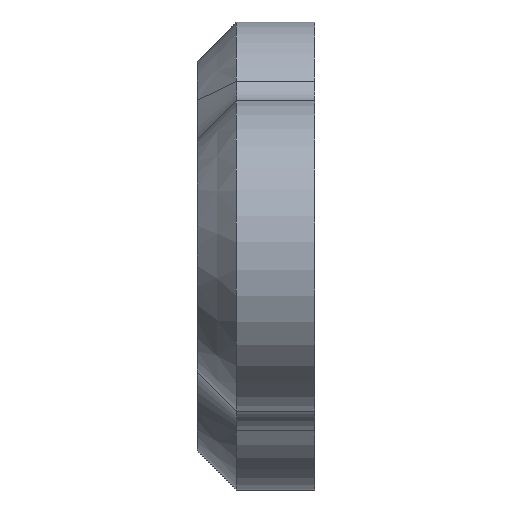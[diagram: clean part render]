
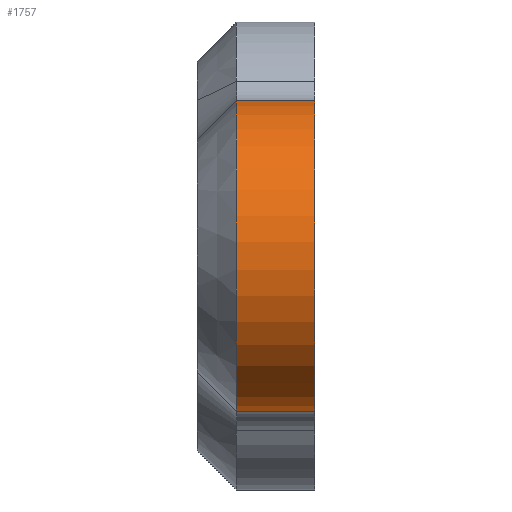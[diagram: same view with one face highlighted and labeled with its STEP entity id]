
A CAD part, left-side view. The second image highlights one B-rep face of the part: STEP entity #1757.
In plain terms, the highlighted cylindrical face has radius 4 mm (diameter 8 mm), a partial arc.
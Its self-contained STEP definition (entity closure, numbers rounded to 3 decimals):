
#85 = PLANE('',#86);
#86 = AXIS2_PLACEMENT_3D('',#87,#88,#89);
#87 = CARTESIAN_POINT('',(-28.,98.,9.5));
#88 = DIRECTION('',(-0.,-1.,0.));
#89 = DIRECTION('',(0.,0.,-1.));
#606 = VERTEX_POINT('',#607);
#607 = CARTESIAN_POINT('',(-38.382,98.,13.482));
#639 = ( BOUNDED_SURFACE() B_SPLINE_SURFACE(2,2,(
    (#640,#641,#642,#643,#644)
    ,(#645,#646,#647,#648,#649)
    ,(#650,#651,#652,#653,#654
)),.UNSPECIFIED.,.F.,.F.,.F.) B_SPLINE_SURFACE_WITH_KNOTS((3,3),(3,1,1,3
    ),(0.,3.),(-0.184,0.,3.,3.184),.UNSPECIFIED.) 
GEOMETRIC_REPRESENTATION_ITEM() RATIONAL_B_SPLINE_SURFACE((
    (1.,1.,1.,1.,1.)
    ,(0.887,0.887,0.887,0.887
      ,0.887)
,(1.,1.,1.,1.,1.))) REPRESENTATION_ITEM('') SURFACE() );
#640 = CARTESIAN_POINT('',(-38.382,97.816,13.482));
#641 = CARTESIAN_POINT('',(-38.382,97.908,13.482));
#642 = CARTESIAN_POINT('',(-38.382,99.5,13.482));
#643 = CARTESIAN_POINT('',(-38.382,101.092,13.482));
#644 = CARTESIAN_POINT('',(-38.382,101.184,13.482));
#645 = CARTESIAN_POINT('',(-37.865,97.816,13.531));
#646 = CARTESIAN_POINT('',(-37.865,97.908,13.531));
#647 = CARTESIAN_POINT('',(-37.865,99.5,13.531));
#648 = CARTESIAN_POINT('',(-37.865,101.092,13.531));
#649 = CARTESIAN_POINT('',(-37.865,101.184,13.531));
#650 = CARTESIAN_POINT('',(-37.608,97.816,13.983));
#651 = CARTESIAN_POINT('',(-37.608,97.908,13.983));
#652 = CARTESIAN_POINT('',(-37.608,99.5,13.983));
#653 = CARTESIAN_POINT('',(-37.608,101.092,13.983));
#654 = CARTESIAN_POINT('',(-37.608,101.184,13.983));
#671 = EDGE_CURVE('',#672,#606,#674,.T.);
#672 = VERTEX_POINT('',#673);
#673 = CARTESIAN_POINT('',(-38.382,98.,5.518));
#674 = SURFACE_CURVE('',#675,(#680,#691),.PCURVE_S1.);
#675 = CIRCLE('',#676,4.);
#676 = AXIS2_PLACEMENT_3D('',#677,#678,#679);
#677 = CARTESIAN_POINT('',(-38.,98.,9.5));
#678 = DIRECTION('',(-0.,1.,0.));
#679 = DIRECTION('',(1.,0.,0.));
#680 = PCURVE('',#85,#681);
#681 = DEFINITIONAL_REPRESENTATION('',(#682),#690);
#682 = ( BOUNDED_CURVE() B_SPLINE_CURVE(2,(#683,#684,#685,#686,#687,#688
,#689),.UNSPECIFIED.,.T.,.F.) B_SPLINE_CURVE_WITH_KNOTS((1,2,2,2,2,1),(
    -2.094,0.,2.094,4.189,6.283,
8.378),.UNSPECIFIED.) CURVE() GEOMETRIC_REPRESENTATION_ITEM() 
RATIONAL_B_SPLINE_CURVE((1.,0.5,1.,0.5,1.,0.5,1.)) REPRESENTATION_ITEM(
  '') );
#683 = CARTESIAN_POINT('',(0.,-6.));
#684 = CARTESIAN_POINT('',(6.928,-6.));
#685 = CARTESIAN_POINT('',(3.464,-12.));
#686 = CARTESIAN_POINT('',(0.,-18.));
#687 = CARTESIAN_POINT('',(-3.464,-12.));
#688 = CARTESIAN_POINT('',(-6.928,-6.));
#689 = CARTESIAN_POINT('',(0.,-6.));
#690 = ( GEOMETRIC_REPRESENTATION_CONTEXT(2) 
PARAMETRIC_REPRESENTATION_CONTEXT() REPRESENTATION_CONTEXT('2D SPACE',''
  ) );
#691 = PCURVE('',#692,#697);
#692 = CYLINDRICAL_SURFACE('',#693,4.);
#693 = AXIS2_PLACEMENT_3D('',#694,#695,#696);
#694 = CARTESIAN_POINT('',(-38.,98.,9.5));
#695 = DIRECTION('',(0.,1.,0.));
#696 = DIRECTION('',(1.,0.,0.));
#697 = DEFINITIONAL_REPRESENTATION('',(#698),#702);
#698 = LINE('',#699,#700);
#699 = CARTESIAN_POINT('',(0.,0.));
#700 = VECTOR('',#701,1.);
#701 = DIRECTION('',(1.,0.));
#702 = ( GEOMETRIC_REPRESENTATION_CONTEXT(2) 
PARAMETRIC_REPRESENTATION_CONTEXT() REPRESENTATION_CONTEXT('2D SPACE',''
  ) );
#736 = ( BOUNDED_SURFACE() B_SPLINE_SURFACE(2,2,(
    (#737,#738,#739,#740,#741)
    ,(#742,#743,#744,#745,#746)
    ,(#747,#748,#749,#750,#751
)),.UNSPECIFIED.,.F.,.F.,.F.) B_SPLINE_SURFACE_WITH_KNOTS((3,3),(3,1,1,3
    ),(0.,3.),(-0.184,0.,3.,3.184),.UNSPECIFIED.) 
GEOMETRIC_REPRESENTATION_ITEM() RATIONAL_B_SPLINE_SURFACE((
    (1.,1.,1.,1.,1.)
    ,(0.887,0.887,0.887,0.887
      ,0.887)
,(1.,1.,1.,1.,1.))) REPRESENTATION_ITEM('') SURFACE() );
#737 = CARTESIAN_POINT('',(-37.608,97.816,5.017));
#738 = CARTESIAN_POINT('',(-37.608,97.908,5.017));
#739 = CARTESIAN_POINT('',(-37.608,99.5,5.017));
#740 = CARTESIAN_POINT('',(-37.608,101.092,5.017));
#741 = CARTESIAN_POINT('',(-37.608,101.184,5.017));
#742 = CARTESIAN_POINT('',(-37.865,97.816,5.469));
#743 = CARTESIAN_POINT('',(-37.865,97.908,5.469));
#744 = CARTESIAN_POINT('',(-37.865,99.5,5.469));
#745 = CARTESIAN_POINT('',(-37.865,101.092,5.469));
#746 = CARTESIAN_POINT('',(-37.865,101.184,5.469));
#747 = CARTESIAN_POINT('',(-38.382,97.816,5.518));
#748 = CARTESIAN_POINT('',(-38.382,97.908,5.518));
#749 = CARTESIAN_POINT('',(-38.382,99.5,5.518));
#750 = CARTESIAN_POINT('',(-38.382,101.092,5.518));
#751 = CARTESIAN_POINT('',(-38.382,101.184,5.518));
#1242 = CONICAL_SURFACE('',#1243,4.,0.785);
#1243 = AXIS2_PLACEMENT_3D('',#1244,#1245,#1246);
#1244 = CARTESIAN_POINT('',(-38.,100.,9.5));
#1245 = DIRECTION('',(0.,-1.,0.));
#1246 = DIRECTION('',(-0.095,0.,
    0.995));
#1703 = VERTEX_POINT('',#1704);
#1704 = CARTESIAN_POINT('',(-38.382,100.,13.482));
#1735 = EDGE_CURVE('',#606,#1703,#1736,.T.);
#1736 = SURFACE_CURVE('',#1737,(#1743,#1750),.PCURVE_S1.);
#1737 = B_SPLINE_CURVE_WITH_KNOTS('',2,(#1738,#1739,#1740,#1741,#1742),
  .UNSPECIFIED.,.F.,.F.,(3,1,1,3),(-0.184,0.,3.,3.184),
  .UNSPECIFIED.);
#1738 = CARTESIAN_POINT('',(-38.382,97.816,13.482));
#1739 = CARTESIAN_POINT('',(-38.382,97.908,13.482));
#1740 = CARTESIAN_POINT('',(-38.382,99.5,13.482));
#1741 = CARTESIAN_POINT('',(-38.382,101.092,13.482));
#1742 = CARTESIAN_POINT('',(-38.382,101.184,13.482));
#1743 = PCURVE('',#639,#1744);
#1744 = DEFINITIONAL_REPRESENTATION('',(#1745),#1749);
#1745 = LINE('',#1746,#1747);
#1746 = CARTESIAN_POINT('',(0.,0.));
#1747 = VECTOR('',#1748,1.);
#1748 = DIRECTION('',(0.,1.));
#1749 = ( GEOMETRIC_REPRESENTATION_CONTEXT(2) 
PARAMETRIC_REPRESENTATION_CONTEXT() REPRESENTATION_CONTEXT('2D SPACE',''
  ) );
#1750 = PCURVE('',#692,#1751);
#1751 = DEFINITIONAL_REPRESENTATION('',(#1752),#1755);
#1752 = B_SPLINE_CURVE_WITH_KNOTS('',1,(#1753,#1754),.UNSPECIFIED.,.F.,
  .F.,(2,2),(0.,3.),.PIECEWISE_BEZIER_KNOTS.);
#1753 = CARTESIAN_POINT('',(4.617,0.));
#1754 = CARTESIAN_POINT('',(4.617,3.));
#1755 = ( GEOMETRIC_REPRESENTATION_CONTEXT(2) 
PARAMETRIC_REPRESENTATION_CONTEXT() REPRESENTATION_CONTEXT('2D SPACE',''
  ) );
#1757 = ADVANCED_FACE('',(#1758),#692,.T.);
#1758 = FACE_BOUND('',#1759,.T.);
#1759 = EDGE_LOOP('',(#1760,#1784,#1785,#1786));
#1760 = ORIENTED_EDGE('',*,*,#1761,.F.);
#1761 = EDGE_CURVE('',#672,#1762,#1764,.T.);
#1762 = VERTEX_POINT('',#1763);
#1763 = CARTESIAN_POINT('',(-38.382,100.,5.518));
#1764 = SURFACE_CURVE('',#1765,(#1771,#1777),.PCURVE_S1.);
#1765 = B_SPLINE_CURVE_WITH_KNOTS('',2,(#1766,#1767,#1768,#1769,#1770),
  .UNSPECIFIED.,.F.,.F.,(3,1,1,3),(-0.184,0.,3.,3.184),
  .UNSPECIFIED.);
#1766 = CARTESIAN_POINT('',(-38.382,97.816,5.518));
#1767 = CARTESIAN_POINT('',(-38.382,97.908,5.518));
#1768 = CARTESIAN_POINT('',(-38.382,99.5,5.518));
#1769 = CARTESIAN_POINT('',(-38.382,101.092,5.518));
#1770 = CARTESIAN_POINT('',(-38.382,101.184,5.518));
#1771 = PCURVE('',#692,#1772);
#1772 = DEFINITIONAL_REPRESENTATION('',(#1773),#1776);
#1773 = B_SPLINE_CURVE_WITH_KNOTS('',1,(#1774,#1775),.UNSPECIFIED.,.F.,
  .F.,(2,2),(0.,3.),.PIECEWISE_BEZIER_KNOTS.);
#1774 = CARTESIAN_POINT('',(1.666,0.));
#1775 = CARTESIAN_POINT('',(1.666,3.));
#1776 = ( GEOMETRIC_REPRESENTATION_CONTEXT(2) 
PARAMETRIC_REPRESENTATION_CONTEXT() REPRESENTATION_CONTEXT('2D SPACE',''
  ) );
#1777 = PCURVE('',#736,#1778);
#1778 = DEFINITIONAL_REPRESENTATION('',(#1779),#1783);
#1779 = LINE('',#1780,#1781);
#1780 = CARTESIAN_POINT('',(3.,0.));
#1781 = VECTOR('',#1782,1.);
#1782 = DIRECTION('',(0.,1.));
#1783 = ( GEOMETRIC_REPRESENTATION_CONTEXT(2) 
PARAMETRIC_REPRESENTATION_CONTEXT() REPRESENTATION_CONTEXT('2D SPACE',''
  ) );
#1784 = ORIENTED_EDGE('',*,*,#671,.T.);
#1785 = ORIENTED_EDGE('',*,*,#1735,.T.);
#1786 = ORIENTED_EDGE('',*,*,#1787,.T.);
#1787 = EDGE_CURVE('',#1703,#1762,#1788,.T.);
#1788 = SURFACE_CURVE('',#1789,(#1794,#1801),.PCURVE_S1.);
#1789 = CIRCLE('',#1790,4.);
#1790 = AXIS2_PLACEMENT_3D('',#1791,#1792,#1793);
#1791 = CARTESIAN_POINT('',(-38.,100.,9.5));
#1792 = DIRECTION('',(0.,-1.,0.));
#1793 = DIRECTION('',(-0.095,0.,
    0.995));
#1794 = PCURVE('',#692,#1795);
#1795 = DEFINITIONAL_REPRESENTATION('',(#1796),#1800);
#1796 = LINE('',#1797,#1798);
#1797 = CARTESIAN_POINT('',(4.617,2.));
#1798 = VECTOR('',#1799,1.);
#1799 = DIRECTION('',(-1.,-0.));
#1800 = ( GEOMETRIC_REPRESENTATION_CONTEXT(2) 
PARAMETRIC_REPRESENTATION_CONTEXT() REPRESENTATION_CONTEXT('2D SPACE',''
  ) );
#1801 = PCURVE('',#1242,#1802);
#1802 = DEFINITIONAL_REPRESENTATION('',(#1803),#1807);
#1803 = LINE('',#1804,#1805);
#1804 = CARTESIAN_POINT('',(0.,0.));
#1805 = VECTOR('',#1806,1.);
#1806 = DIRECTION('',(1.,0.));
#1807 = ( GEOMETRIC_REPRESENTATION_CONTEXT(2) 
PARAMETRIC_REPRESENTATION_CONTEXT() REPRESENTATION_CONTEXT('2D SPACE',''
  ) );
